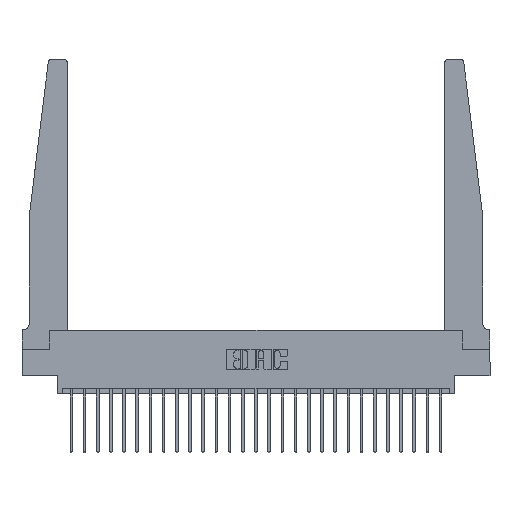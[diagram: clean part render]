
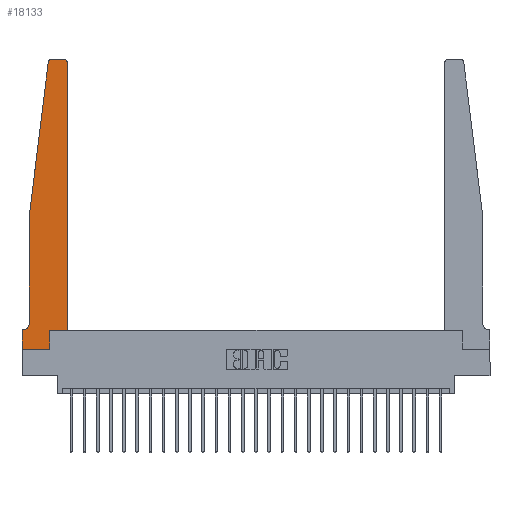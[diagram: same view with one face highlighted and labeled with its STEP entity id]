
A CAD part, top view. The second image highlights one B-rep face of the part: STEP entity #18133.
In plain terms, the highlighted planar face has unit normal (0, 0, 1).
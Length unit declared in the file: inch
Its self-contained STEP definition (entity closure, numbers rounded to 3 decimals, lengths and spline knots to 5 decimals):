
#5 = ORIENTED_EDGE ( 'NONE', *, *, #8787, .T. ) ;
#33 = CIRCLE ( 'NONE', #9715, 0.03 ) ;
#34 = DIRECTION ( 'NONE',  ( -1., 0., 0. ) ) ;
#146 = LINE ( 'NONE', #6195, #24072 ) ;
#279 = DIRECTION ( 'NONE',  ( 0., 1., 0. ) ) ;
#295 = CARTESIAN_POINT ( 'NONE',  ( 0.065, 0.1875, 0.37 ) ) ;
#508 = ORIENTED_EDGE ( 'NONE', *, *, #21588, .T. ) ;
#1105 = EDGE_CURVE ( 'NONE', #22426, #13923, #25685, .T. ) ;
#1529 = DIRECTION ( 'NONE',  ( 1., 0., 0. ) ) ;
#1599 = ORIENTED_EDGE ( 'NONE', *, *, #15439, .T. ) ;
#1820 = DIRECTION ( 'NONE',  ( 0., -1., 0. ) ) ;
#2063 = VERTEX_POINT ( 'NONE', #25882 ) ;
#2142 = LINE ( 'NONE', #20450, #10965 ) ;
#2247 = CARTESIAN_POINT ( 'NONE',  ( 0.27653, 2.72, 0.37 ) ) ;
#2406 = CIRCLE ( 'NONE', #13773, 0.05 ) ;
#3245 = VERTEX_POINT ( 'NONE', #5230 ) ;
#3751 = ORIENTED_EDGE ( 'NONE', *, *, #10388, .T. ) ;
#3991 = DIRECTION ( 'NONE',  ( 0., 0., 1. ) ) ;
#4154 = PLANE ( 'NONE',  #13218 ) ;
#4491 = LINE ( 'NONE', #295, #20807 ) ;
#4518 = VECTOR ( 'NONE', #22370, 39.37008 ) ;
#4554 = CARTESIAN_POINT ( 'NONE',  ( 0., 0., 0.37 ) ) ;
#4679 = ORIENTED_EDGE ( 'NONE', *, *, #5794, .T. ) ;
#5230 = CARTESIAN_POINT ( 'NONE',  ( 0.2605, 0.18, 0.37 ) ) ;
#5697 = DIRECTION ( 'NONE',  ( 0., 0., -1. ) ) ;
#5794 = EDGE_CURVE ( 'NONE', #25884, #14620, #4491, .T. ) ;
#6138 = VERTEX_POINT ( 'NONE', #16047 ) ;
#6195 = CARTESIAN_POINT ( 'NONE',  ( 0.2605, 0.18, 0.37 ) ) ;
#6320 = DIRECTION ( 'NONE',  ( 0., 0., 1. ) ) ;
#6502 = DIRECTION ( 'NONE',  ( 1., 0., 0. ) ) ;
#7522 = CARTESIAN_POINT ( 'NONE',  ( 0.425, 2.72, 0.37 ) ) ;
#7579 = VERTEX_POINT ( 'NONE', #16940 ) ;
#7634 = VECTOR ( 'NONE', #16768, 39.37008 ) ;
#8312 = VECTOR ( 'NONE', #22121, 39.37008 ) ;
#8340 = EDGE_CURVE ( 'NONE', #7579, #25884, #2406, .T. ) ;
#8541 = VECTOR ( 'NONE', #10591, 39.37008 ) ;
#8754 = ORIENTED_EDGE ( 'NONE', *, *, #12442, .T. ) ;
#8787 = EDGE_CURVE ( 'NONE', #12500, #13702, #18288, .T. ) ;
#8978 = LINE ( 'NONE', #24819, #8541 ) ;
#9715 = AXIS2_PLACEMENT_3D ( 'NONE', #2247, #6320, #18331 ) ;
#9945 = ORIENTED_EDGE ( 'NONE', *, *, #1105, .T. ) ;
#10388 = EDGE_CURVE ( 'NONE', #14620, #24092, #21977, .T. ) ;
#10555 = ORIENTED_EDGE ( 'NONE', *, *, #14062, .T. ) ;
#10591 = DIRECTION ( 'NONE',  ( 0., -1., 0. ) ) ;
#10965 = VECTOR ( 'NONE', #16377, 39.37008 ) ;
#11984 = CARTESIAN_POINT ( 'NONE',  ( 0., 0.1875, 0.37 ) ) ;
#12108 = CARTESIAN_POINT ( 'NONE',  ( 0.425, 0.18, 0.37 ) ) ;
#12206 = CARTESIAN_POINT ( 'NONE',  ( 0., 0.1875, 0.37 ) ) ;
#12309 = LINE ( 'NONE', #24828, #14827 ) ;
#12392 = CIRCLE ( 'NONE', #24596, 0.03 ) ;
#12442 = EDGE_CURVE ( 'NONE', #21976, #2063, #2142, .T. ) ;
#12500 = VERTEX_POINT ( 'NONE', #19929 ) ;
#12562 = CARTESIAN_POINT ( 'NONE',  ( 0.065, 1.25, 0.37 ) ) ;
#12646 = ORIENTED_EDGE ( 'NONE', *, *, #18675, .T. ) ;
#12687 = CARTESIAN_POINT ( 'NONE',  ( 0.425, 0.18, 0.37 ) ) ;
#12910 = EDGE_CURVE ( 'NONE', #2063, #12500, #33, .T. ) ;
#13218 = AXIS2_PLACEMENT_3D ( 'NONE', #12206, #16159, #1529 ) ;
#13702 = VERTEX_POINT ( 'NONE', #12562 ) ;
#13773 = AXIS2_PLACEMENT_3D ( 'NONE', #15846, #5697, #34 ) ;
#13903 = CARTESIAN_POINT ( 'NONE',  ( 0.395, 2.72, 0.37 ) ) ;
#13923 = VERTEX_POINT ( 'NONE', #7522 ) ;
#14062 = EDGE_CURVE ( 'NONE', #6138, #3245, #146, .T. ) ;
#14347 = CARTESIAN_POINT ( 'NONE',  ( 0.065, 1.25, 0.37 ) ) ;
#14620 = VERTEX_POINT ( 'NONE', #11984 ) ;
#14827 = VECTOR ( 'NONE', #6502, 39.37008 ) ;
#15439 = EDGE_CURVE ( 'NONE', #3245, #22426, #18106, .T. ) ;
#15846 = CARTESIAN_POINT ( 'NONE',  ( 0.015, 0.2375, 0.37 ) ) ;
#15889 = ORIENTED_EDGE ( 'NONE', *, *, #8340, .T. ) ;
#16047 = CARTESIAN_POINT ( 'NONE',  ( 0.2605, 0., 0.37 ) ) ;
#16159 = DIRECTION ( 'NONE',  ( 0., 0., 1. ) ) ;
#16377 = DIRECTION ( 'NONE',  ( -1., 0., 0. ) ) ;
#16768 = DIRECTION ( 'NONE',  ( 1., 0., 0. ) ) ;
#16940 = CARTESIAN_POINT ( 'NONE',  ( 0.065, 0.2375, 0.37 ) ) ;
#17337 = ORIENTED_EDGE ( 'NONE', *, *, #12910, .T. ) ;
#18012 = FACE_OUTER_BOUND ( 'NONE', #20635, .T. ) ;
#18106 = LINE ( 'NONE', #12687, #7634 ) ;
#18133 = ADVANCED_FACE ( 'NONE', ( #18012 ), #4154, .T. ) ;
#18288 = LINE ( 'NONE', #14347, #4518 ) ;
#18331 = DIRECTION ( 'NONE',  ( 1., 0., 0. ) ) ;
#18675 = EDGE_CURVE ( 'NONE', #13923, #21976, #12392, .T. ) ;
#18735 = CARTESIAN_POINT ( 'NONE',  ( 0.395, 2.75, 0.37 ) ) ;
#18860 = DIRECTION ( 'NONE',  ( -1., 0., 0. ) ) ;
#18901 = VECTOR ( 'NONE', #1820, 39.37008 ) ;
#19929 = CARTESIAN_POINT ( 'NONE',  ( 0.24675, 2.72367, 0.37 ) ) ;
#20098 = ORIENTED_EDGE ( 'NONE', *, *, #22793, .T. ) ;
#20450 = CARTESIAN_POINT ( 'NONE',  ( 0.25, 2.75, 0.37 ) ) ;
#20635 = EDGE_LOOP ( 'NONE', ( #8754, #17337, #5, #20098, #15889, #4679, #3751, #508, #10555, #1599, #9945, #12646 ) ) ;
#20807 = VECTOR ( 'NONE', #18860, 39.37008 ) ;
#21588 = EDGE_CURVE ( 'NONE', #24092, #6138, #12309, .T. ) ;
#21976 = VERTEX_POINT ( 'NONE', #18735 ) ;
#21977 = LINE ( 'NONE', #23818, #18901 ) ;
#22121 = DIRECTION ( 'NONE',  ( 0., 1., 0. ) ) ;
#22269 = CARTESIAN_POINT ( 'NONE',  ( 0.425, 0.18, 0.37 ) ) ;
#22370 = DIRECTION ( 'NONE',  ( -0.122, -0.992, 0. ) ) ;
#22426 = VERTEX_POINT ( 'NONE', #22269 ) ;
#22793 = EDGE_CURVE ( 'NONE', #13702, #7579, #8978, .T. ) ;
#22974 = CARTESIAN_POINT ( 'NONE',  ( 0.015, 0.1875, 0.37 ) ) ;
#23818 = CARTESIAN_POINT ( 'NONE',  ( 0., 0., 0.37 ) ) ;
#23896 = DIRECTION ( 'NONE',  ( 1., 0., 0. ) ) ;
#24072 = VECTOR ( 'NONE', #279, 39.37008 ) ;
#24092 = VERTEX_POINT ( 'NONE', #4554 ) ;
#24596 = AXIS2_PLACEMENT_3D ( 'NONE', #13903, #3991, #23896 ) ;
#24819 = CARTESIAN_POINT ( 'NONE',  ( 0.065, 1.25, 0.37 ) ) ;
#24828 = CARTESIAN_POINT ( 'NONE',  ( 0., 0., 0.37 ) ) ;
#25685 = LINE ( 'NONE', #12108, #8312 ) ;
#25882 = CARTESIAN_POINT ( 'NONE',  ( 0.27653, 2.75, 0.37 ) ) ;
#25884 = VERTEX_POINT ( 'NONE', #22974 ) ;
